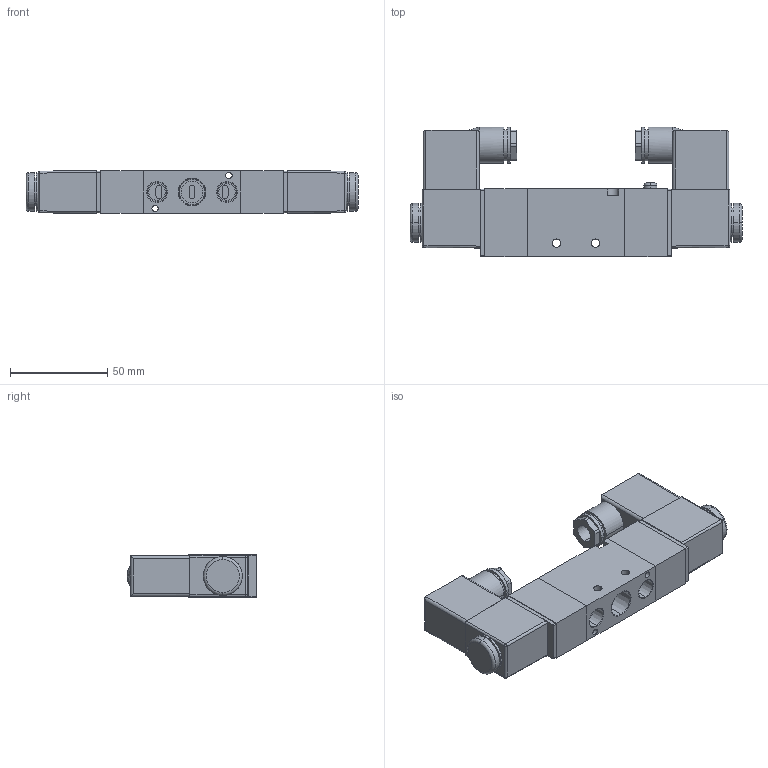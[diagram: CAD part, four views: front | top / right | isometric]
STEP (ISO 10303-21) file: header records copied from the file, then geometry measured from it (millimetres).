
FILE_DESCRIPTION (( 'STEP AP203' ), '1' );
FILE_NAME ('AVS-5222-24D.step', '2015-11-09T22:46:16', ( '' ), ( '' ), 'SwSTEP 2.0', 'SolidWorks 2015', '' );
FILE_SCHEMA (( 'CONFIG_CONTROL_DESIGN' ));
Length unit declared in the file: millimetre
Products named in the file (1): AVS-5222-24D
Bounding box: 170.8 x 66.7 x 22 mm (x, y, z)
Volume: 155486.6 mm3; surface area: 35795.5 mm2
Topology: 4 solids, 4 shells, 272 faces, 645 edges, 412 vertices
Faces by surface type: plane 131, cylinder 109, torus 16, cone 10, sphere 4, bspline 2
Entity records: 8174 total; most frequent: CARTESIAN_POINT 1754, DIRECTION 1369, ORIENTED_EDGE 1290, EDGE_CURVE 645, AXIS2_PLACEMENT_3D 515, VERTEX_POINT 412, LINE 339, VECTOR 339
